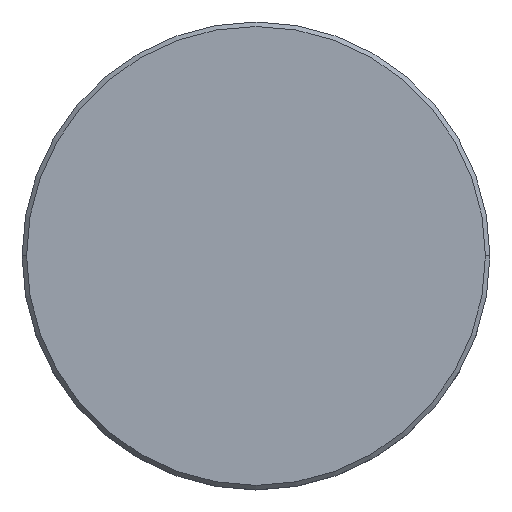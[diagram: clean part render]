
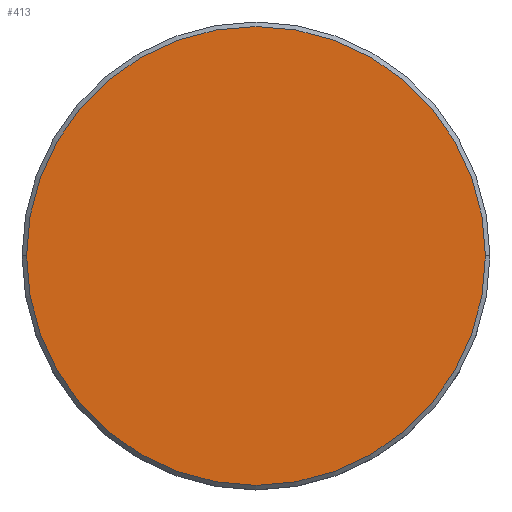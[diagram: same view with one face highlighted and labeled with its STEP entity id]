
A CAD part, top view. The second image highlights one B-rep face of the part: STEP entity #413.
In plain terms, the highlighted planar face has unit normal (0, 0, 1).
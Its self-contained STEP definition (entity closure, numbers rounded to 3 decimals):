
#64 = CARTESIAN_POINT ( 'NONE',  ( 25.5, 0., 0. ) ) ;
#79 = VERTEX_POINT ( 'NONE', #1063 ) ;
#158 = AXIS2_PLACEMENT_3D ( 'NONE', #522, #964, #867 ) ;
#367 = CIRCLE ( 'NONE', #602, 25.5 ) ;
#389 = CIRCLE ( 'NONE', #568, 25.5 ) ;
#403 = CARTESIAN_POINT ( 'NONE',  ( 0., 0., 0. ) ) ;
#413 = ADVANCED_FACE ( 'NONE', ( #791 ), #1157, .T. ) ;
#459 = VERTEX_POINT ( 'NONE', #64 ) ;
#505 = DIRECTION ( 'NONE',  ( 1., 0., 0. ) ) ;
#522 = CARTESIAN_POINT ( 'NONE',  ( 0., 0., 0. ) ) ;
#568 = AXIS2_PLACEMENT_3D ( 'NONE', #1060, #604, #696 ) ;
#602 = AXIS2_PLACEMENT_3D ( 'NONE', #403, #757, #505 ) ;
#604 = DIRECTION ( 'NONE',  ( 0., 0., 1. ) ) ;
#696 = DIRECTION ( 'NONE',  ( 1., 0., 0. ) ) ;
#706 = EDGE_CURVE ( 'NONE', #79, #459, #367, .T. ) ;
#757 = DIRECTION ( 'NONE',  ( 0., 0., 1. ) ) ;
#791 = FACE_OUTER_BOUND ( 'NONE', #1104, .T. ) ;
#792 = ORIENTED_EDGE ( 'NONE', *, *, #706, .T. ) ;
#861 = EDGE_CURVE ( 'NONE', #459, #79, #389, .T. ) ;
#867 = DIRECTION ( 'NONE',  ( 1., 0., 0. ) ) ;
#964 = DIRECTION ( 'NONE',  ( 0., 0., 1. ) ) ;
#983 = ORIENTED_EDGE ( 'NONE', *, *, #861, .T. ) ;
#1060 = CARTESIAN_POINT ( 'NONE',  ( 0., 0., 0. ) ) ;
#1063 = CARTESIAN_POINT ( 'NONE',  ( -25.5, 0., 0. ) ) ;
#1104 = EDGE_LOOP ( 'NONE', ( #792, #983 ) ) ;
#1157 = PLANE ( 'NONE',  #158 ) ;
